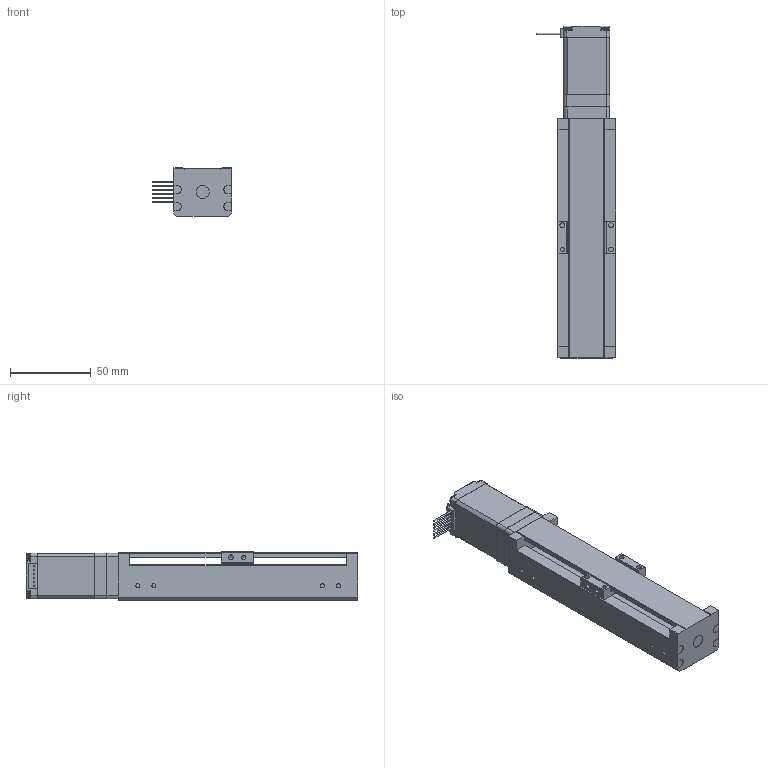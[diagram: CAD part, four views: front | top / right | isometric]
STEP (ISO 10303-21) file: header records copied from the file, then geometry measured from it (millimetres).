
FILE_DESCRIPTION( ( '' ), '1' );
FILE_NAME( 'MS225-09A-LS0609A(S=100).stp', '2017-04-20T01:07:49', ( 'Dimamotor' ), ( 'Dimamotor' ), 'PSStep 17.0.49', ' ', ' ' );
FILE_SCHEMA( ( 'AUTOMOTIVE_DESIGN { 1 0 10303 214 1 1 1 1 }' ) );
Length unit declared in the file: millimetre
Products named in the file (8): MS225-09A; Screw_ANSI_B18.6.3_09F_UNF_No3x1_v12.00; 步進MS22_上蓋; 步進MS225_定子; 步進MS22_單軸下蓋; Assem1; 28-LSA0609_滑台; 28-LSA0609_滑塊
Assembly tree (10 placements, depth 3):
  Assem1
    28-LSA0609_滑台
    28-LSA0609_滑塊
    MS225-09A
      Screw_ANSI_B18.6.3_09F_UNF_No3x1_v12.00  x4
      步進MS22_上蓋
      步進MS225_定子
      步進MS22_單軸下蓋
Bounding box: 49.15 x 205 x 30 mm (x, y, z)
Volume: 158127.4 mm3; surface area: 45483.9 mm2
Topology: 9 solids, 9 shells, 401 faces, 993 edges, 644 vertices
Faces by surface type: plane 224, cylinder 136, cone 25, torus 10, sphere 6
Full cylindrical faces by diameter (mm): 0.9 x6, 2.05 x4, 2.5 x14, 2.515 x8, 2.7 x4, 3 x14, 5 x1, 7 x1, 7.5 x1, 8 x2, 10 x3, 22 x2, 25 x1
Entity records: 11653 total; most frequent: DIRECTION 1599, CARTESIAN_POINT 1566, ORIENTED_EDGE 1376, EDGE_CURVE 688, AXIS2_PLACEMENT_3D 585, VERTEX_POINT 480, EDGE_LOOP 444, LINE 429
